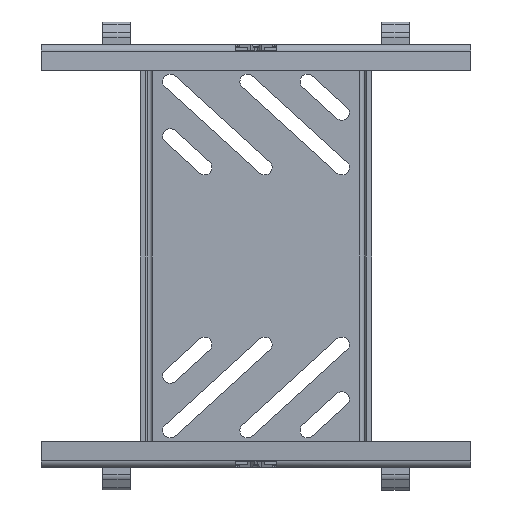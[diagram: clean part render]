
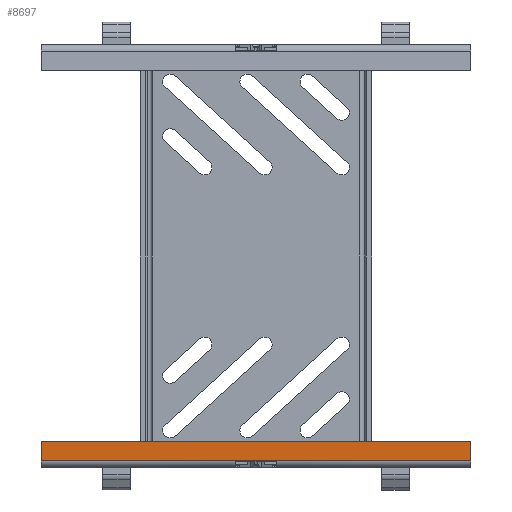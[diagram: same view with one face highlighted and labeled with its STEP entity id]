
A CAD part, front view. The second image highlights one B-rep face of the part: STEP entity #8697.
In plain terms, the highlighted face is planar.
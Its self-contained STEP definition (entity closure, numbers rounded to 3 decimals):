
#121 = DIRECTION ( 'NONE',  ( -0.999, 0.052, 0. ) ) ;
#1338 = VERTEX_POINT ( 'NONE', #10187 ) ;
#1420 = ORIENTED_EDGE ( 'NONE', *, *, #8128, .T. ) ;
#2089 = LINE ( 'NONE', #11978, #13983 ) ;
#2267 = CARTESIAN_POINT ( 'NONE',  ( 12., -0.629, -100. ) ) ;
#2641 = EDGE_CURVE ( 'NONE', #1338, #7681, #7157, .T. ) ;
#3373 = CARTESIAN_POINT ( 'NONE',  ( 12., -0.629, 100. ) ) ;
#3439 = DIRECTION ( 'NONE',  ( 0.999, -0.052, 0. ) ) ;
#3583 = EDGE_CURVE ( 'NONE', #12352, #1338, #11997, .T. ) ;
#4521 = DIRECTION ( 'NONE',  ( -0.999, 0.052, 0. ) ) ;
#5669 = VECTOR ( 'NONE', #121, 1000. ) ;
#6045 = CARTESIAN_POINT ( 'NONE',  ( 12., -0.629, 100. ) ) ;
#6682 = ORIENTED_EDGE ( 'NONE', *, *, #8766, .T. ) ;
#6865 = PLANE ( 'NONE',  #13294 ) ;
#7157 = LINE ( 'NONE', #2267, #12937 ) ;
#7319 = CARTESIAN_POINT ( 'NONE',  ( 3.08, -0.161, 100. ) ) ;
#7681 = VERTEX_POINT ( 'NONE', #10900 ) ;
#8128 = EDGE_CURVE ( 'NONE', #13124, #7681, #2089, .T. ) ;
#8535 = ORIENTED_EDGE ( 'NONE', *, *, #3583, .F. ) ;
#8595 = VECTOR ( 'NONE', #13026, 1000. ) ;
#8697 = ADVANCED_FACE ( 'NONE', ( #9482 ), #6865, .T. ) ;
#8766 = EDGE_CURVE ( 'NONE', #12352, #13124, #11803, .T. ) ;
#9221 = CARTESIAN_POINT ( 'NONE',  ( 12., -0.629, 100. ) ) ;
#9482 = FACE_OUTER_BOUND ( 'NONE', #13978, .T. ) ;
#10187 = CARTESIAN_POINT ( 'NONE',  ( 12., -0.629, -100. ) ) ;
#10371 = DIRECTION ( 'NONE',  ( -0.052, -0.999, 0. ) ) ;
#10900 = CARTESIAN_POINT ( 'NONE',  ( 3.08, -0.161, -100. ) ) ;
#11803 = LINE ( 'NONE', #12760, #5669 ) ;
#11978 = CARTESIAN_POINT ( 'NONE',  ( 3.08, -0.161, 100. ) ) ;
#11997 = LINE ( 'NONE', #6045, #8595 ) ;
#12352 = VERTEX_POINT ( 'NONE', #3373 ) ;
#12760 = CARTESIAN_POINT ( 'NONE',  ( 12., -0.629, 100. ) ) ;
#12937 = VECTOR ( 'NONE', #4521, 1000. ) ;
#13026 = DIRECTION ( 'NONE',  ( 0., 0., -1. ) ) ;
#13124 = VERTEX_POINT ( 'NONE', #7319 ) ;
#13294 = AXIS2_PLACEMENT_3D ( 'NONE', #9221, #10371, #3439 ) ;
#13706 = ORIENTED_EDGE ( 'NONE', *, *, #2641, .F. ) ;
#13978 = EDGE_LOOP ( 'NONE', ( #13706, #8535, #6682, #1420 ) ) ;
#13983 = VECTOR ( 'NONE', #14293, 1000. ) ;
#14293 = DIRECTION ( 'NONE',  ( 0., 0., -1. ) ) ;
